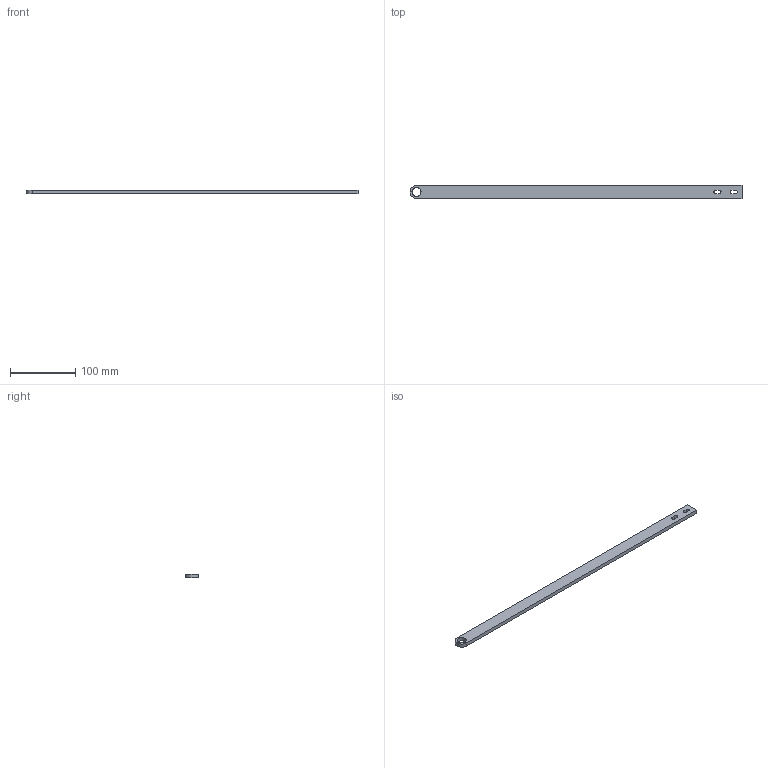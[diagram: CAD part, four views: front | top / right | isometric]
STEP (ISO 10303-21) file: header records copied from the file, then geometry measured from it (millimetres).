
FILE_DESCRIPTION(/* description */ ('Stange'),/* implementation_level */ '2;1');
FILE_NAME(/* name */ 'JR 810688.ipt_.step',/* time_stamp */ '2025-10-14T07:21:46+02:00',/* author */ ('DIHO'),/* organization */ (''),/* preprocessor_version */ 'ST-DEVELOPER v20',/* originating_system */ 'Autodesk Inventor 2025',/* authorisation */ '');
FILE_SCHEMA (('AUTOMOTIVE_DESIGN { 1 0 10303 214 3 1 1 }'));
Length unit declared in the file: millimetre
Products named in the file (1): JR 810688
Bounding box: 510 x 20 x 6 mm (x, y, z)
Volume: 59370.8 mm3; surface area: 26702 mm2
Topology: 1 solids, 1 shells, 15 faces, 39 edges, 26 vertices
Faces by surface type: plane 9, cylinder 6
Full cylindrical faces by diameter (mm): 14 x1
Entity records: 520 total; most frequent: DIRECTION 83, CARTESIAN_POINT 81, ORIENTED_EDGE 78, EDGE_CURVE 39, AXIS2_PLACEMENT_3D 28, LINE 27, VECTOR 27, VERTEX_POINT 26
